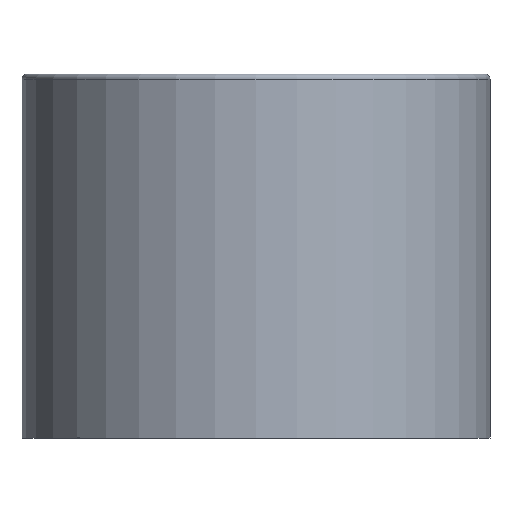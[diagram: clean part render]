
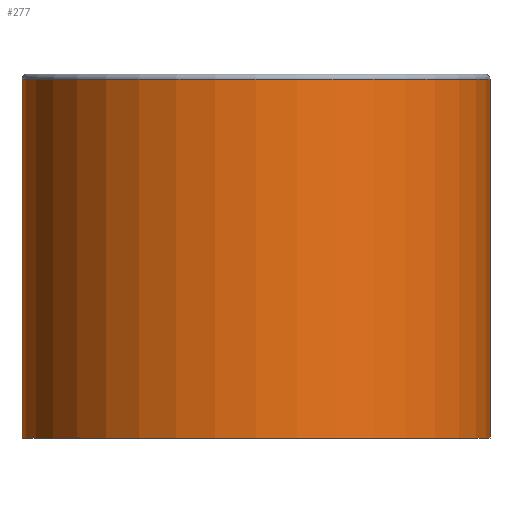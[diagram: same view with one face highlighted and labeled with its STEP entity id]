
A CAD part, front view. The second image highlights one B-rep face of the part: STEP entity #277.
In plain terms, the highlighted cylindrical face has radius 22.5 mm (diameter 45 mm), a full revolution.
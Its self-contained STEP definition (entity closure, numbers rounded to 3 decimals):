
#277=ADVANCED_FACE('',(#320,#321),#308,.T.);
#308=CYLINDRICAL_SURFACE('',#769,22.5);
#320=FACE_BOUND('',#353,.T.);
#321=FACE_BOUND('',#354,.T.);
#353=EDGE_LOOP('',(#467));
#354=EDGE_LOOP('',(#468));
#467=ORIENTED_EDGE('',*,*,#661,.T.);
#468=ORIENTED_EDGE('',*,*,#662,.T.);
#594=VERTEX_POINT('',#1625);
#595=VERTEX_POINT('',#1627);
#661=EDGE_CURVE('',#594,#594,#713,.T.);
#662=EDGE_CURVE('',#595,#595,#714,.T.);
#713=CIRCLE('',#767,22.5);
#714=CIRCLE('',#768,22.5);
#767=AXIS2_PLACEMENT_3D('',#1624,#919,#920);
#768=AXIS2_PLACEMENT_3D('',#1626,#921,#922);
#769=AXIS2_PLACEMENT_3D('',#1628,#923,#924);
#919=DIRECTION('',(0.,0.,-1.));
#920=DIRECTION('',(1.,0.,0.));
#921=DIRECTION('',(0.,0.,1.));
#922=DIRECTION('',(1.,0.,0.));
#923=DIRECTION('',(0.,0.,-1.));
#924=DIRECTION('',(-1.,0.,0.));
#1624=CARTESIAN_POINT('',(0.,0.,50.5));
#1625=CARTESIAN_POINT('',(22.5,0.,50.5));
#1626=CARTESIAN_POINT('',(0.,0.,16.));
#1627=CARTESIAN_POINT('',(22.5,0.,16.));
#1628=CARTESIAN_POINT('',(0.,0.,51.));
